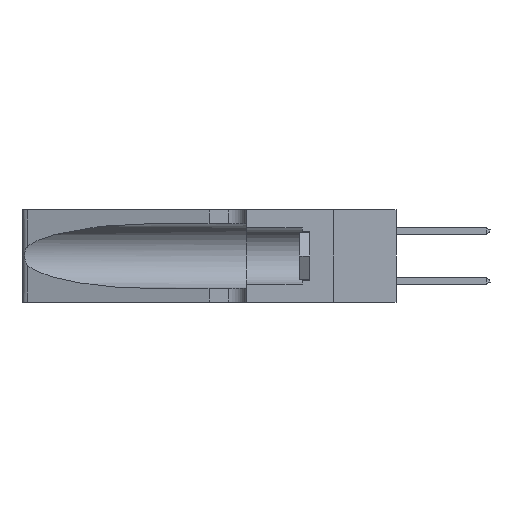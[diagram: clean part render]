
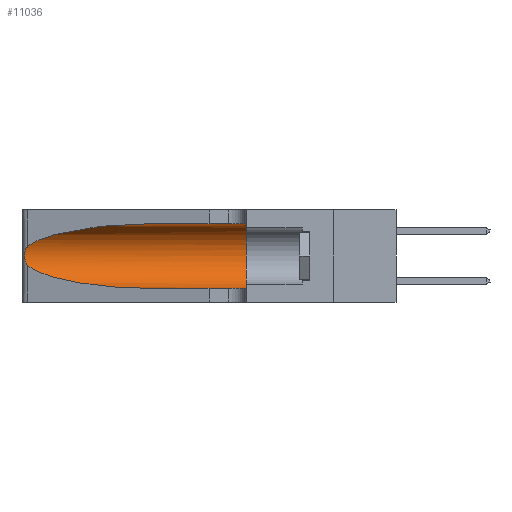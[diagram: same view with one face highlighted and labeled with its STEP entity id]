
A CAD part, left-side view. The second image highlights one B-rep face of the part: STEP entity #11036.
In plain terms, the highlighted cylindrical face has radius 3.308 mm (diameter 6.617 mm), a partial arc.
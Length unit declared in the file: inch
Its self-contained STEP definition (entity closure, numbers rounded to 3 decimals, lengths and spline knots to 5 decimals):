
#129 = EDGE_CURVE ( 'NONE', #426, #15925, #21606, .T. ) ;
#426 = VERTEX_POINT ( 'NONE', #8052 ) ;
#471 = CARTESIAN_POINT ( 'NONE',  ( 0.25854, 1.2359, 0.20912 ) ) ;
#688 = EDGE_CURVE ( 'NONE', #1996, #7738, #25232, .T. ) ;
#708 = EDGE_LOOP ( 'NONE', ( #14053, #22547, #10167, #30385, #25392, #29973 ) ) ;
#1162 = CARTESIAN_POINT ( 'NONE',  ( 0.25487, 1.22718, 0.22369 ) ) ;
#1180 = DIRECTION ( 'NONE',  ( 0., -1., 0. ) ) ;
#1433 = CARTESIAN_POINT ( 'NONE',  ( 0.25856, 1.23593, 0.16098 ) ) ;
#1996 = VERTEX_POINT ( 'NONE', #7617 ) ;
#2861 = CARTESIAN_POINT ( 'NONE',  ( 0.25787, 1.23484, 0.2124 ) ) ;
#3613 = CARTESIAN_POINT ( 'NONE',  ( 0.25487, 1.22718, 0.14631 ) ) ;
#3789 = CYLINDRICAL_SURFACE ( 'NONE', #8024, 0.13025 ) ;
#4626 = FACE_OUTER_BOUND ( 'NONE', #708, .T. ) ;
#5880 = CARTESIAN_POINT ( 'NONE',  ( 0.1305, 0.72297, 0.31525 ) ) ;
#6366 = LINE ( 'NONE', #16510, #32838 ) ;
#6581 = CARTESIAN_POINT ( 'NONE',  ( 0.18966, 0.96281, 0.31525 ) ) ;
#6691 = CARTESIAN_POINT ( 'NONE',  ( 0.1305, 0.72297, 0.31525 ) ) ;
#7370 = CARTESIAN_POINT ( 'NONE',  ( 0.25639, 1.23186, 0.15144 ) ) ;
#7564 = CARTESIAN_POINT ( 'NONE',  ( 0.25789, 1.23486, 0.15765 ) ) ;
#7617 = CARTESIAN_POINT ( 'NONE',  ( 0.25487, 1.22718, 0.14631 ) ) ;
#7738 = VERTEX_POINT ( 'NONE', #10351 ) ;
#8024 = AXIS2_PLACEMENT_3D ( 'NONE', #29158, #31727, #21673 ) ;
#8052 = CARTESIAN_POINT ( 'NONE',  ( 0.1305, 0.35, 0.31525 ) ) ;
#9271 = CARTESIAN_POINT ( 'NONE',  ( 0.2373, 1.15595, 0.28018 ) ) ;
#10167 = ORIENTED_EDGE ( 'NONE', *, *, #688, .T. ) ;
#10351 = CARTESIAN_POINT ( 'NONE',  ( 0.1305, 0.72297, 0.05475 ) ) ;
#10822 =( BOUNDED_CURVE ( )  B_SPLINE_CURVE ( 3, ( #6691, #6581, #9271, #29636 ),
 .UNSPECIFIED., .F., .F. ) 
 B_SPLINE_CURVE_WITH_KNOTS ( ( 4, 4 ),
 ( 1.5708, 2.84003 ),
 .UNSPECIFIED. ) 
 CURVE ( )  GEOMETRIC_REPRESENTATION_ITEM ( )  RATIONAL_B_SPLINE_CURVE ( ( 1., 0.87, 0.87, 1. ) ) 
 REPRESENTATION_ITEM ( '' )  );
#10823 = CARTESIAN_POINT ( 'NONE',  ( 0.1305, 0.35, 0.05475 ) ) ;
#11036 = ADVANCED_FACE ( 'NONE', ( #4626 ), #3789, .F. ) ;
#12794 = CARTESIAN_POINT ( 'NONE',  ( 0.25487, 1.22718, 0.22369 ) ) ;
#13717 = B_SPLINE_CURVE_WITH_KNOTS ( 'NONE', 3,
 ( #12794, #31762, #14998, #2861, #471, #25698, #17019, #33158, #22079, #1433, #7564, #7370, #17203, #14647 ),
 .UNSPECIFIED., .F., .F.,
 ( 4, 2, 2, 2, 2, 2, 4 ),
 ( 0., 0.00027, 0.00053, 0.00107, 0.0016, 0.00187, 0.00214 ),
 .UNSPECIFIED. ) ;
#14053 = ORIENTED_EDGE ( 'NONE', *, *, #15727, .T. ) ;
#14485 = EDGE_CURVE ( 'NONE', #29467, #426, #6366, .T. ) ;
#14607 = DIRECTION ( 'NONE',  ( 0., 1., 0. ) ) ;
#14631 = AXIS2_PLACEMENT_3D ( 'NONE', #29925, #14607, #17151 ) ;
#14647 = CARTESIAN_POINT ( 'NONE',  ( 0.25487, 1.22718, 0.14631 ) ) ;
#14998 = CARTESIAN_POINT ( 'NONE',  ( 0.25639, 1.23184, 0.21858 ) ) ;
#15727 = EDGE_CURVE ( 'NONE', #29467, #17950, #10822, .T. ) ;
#15925 = VERTEX_POINT ( 'NONE', #10823 ) ;
#16510 = CARTESIAN_POINT ( 'NONE',  ( 0.1305, 1.61858, 0.31525 ) ) ;
#17019 = CARTESIAN_POINT ( 'NONE',  ( 0.26075, 1.23896, 0.19203 ) ) ;
#17151 = DIRECTION ( 'NONE',  ( 0., 0., 1. ) ) ;
#17203 = CARTESIAN_POINT ( 'NONE',  ( 0.25555, 1.22993, 0.14849 ) ) ;
#17950 = VERTEX_POINT ( 'NONE', #1162 ) ;
#21420 = CARTESIAN_POINT ( 'NONE',  ( 0.18966, 0.96281, 0.05475 ) ) ;
#21487 = EDGE_CURVE ( 'NONE', #17950, #1996, #13717, .T. ) ;
#21606 = CIRCLE ( 'NONE', #14631, 0.13025 ) ;
#21673 = DIRECTION ( 'NONE',  ( 0., 0., -1. ) ) ;
#22079 = CARTESIAN_POINT ( 'NONE',  ( 0.26017, 1.23833, 0.17102 ) ) ;
#22547 = ORIENTED_EDGE ( 'NONE', *, *, #21487, .T. ) ;
#25232 =( BOUNDED_CURVE ( )  B_SPLINE_CURVE ( 3, ( #3613, #26675, #21420, #29026 ),
 .UNSPECIFIED., .F., .F. ) 
 B_SPLINE_CURVE_WITH_KNOTS ( ( 4, 4 ),
 ( 3.44316, 4.71239 ),
 .UNSPECIFIED. ) 
 CURVE ( )  GEOMETRIC_REPRESENTATION_ITEM ( )  RATIONAL_B_SPLINE_CURVE ( ( 1., 0.87, 0.87, 1. ) ) 
 REPRESENTATION_ITEM ( '' )  );
#25392 = ORIENTED_EDGE ( 'NONE', *, *, #129, .F. ) ;
#25698 = CARTESIAN_POINT ( 'NONE',  ( 0.26018, 1.23835, 0.19895 ) ) ;
#26675 = CARTESIAN_POINT ( 'NONE',  ( 0.2373, 1.15595, 0.08982 ) ) ;
#29026 = CARTESIAN_POINT ( 'NONE',  ( 0.1305, 0.72297, 0.05475 ) ) ;
#29158 = CARTESIAN_POINT ( 'NONE',  ( 0.1305, 1.61858, 0.185 ) ) ;
#29467 = VERTEX_POINT ( 'NONE', #5880 ) ;
#29636 = CARTESIAN_POINT ( 'NONE',  ( 0.25487, 1.22718, 0.22369 ) ) ;
#29713 = LINE ( 'NONE', #30859, #30160 ) ;
#29925 = CARTESIAN_POINT ( 'NONE',  ( 0.1305, 0.35, 0.185 ) ) ;
#29973 = ORIENTED_EDGE ( 'NONE', *, *, #14485, .F. ) ;
#30160 = VECTOR ( 'NONE', #30531, 39.37008 ) ;
#30385 = ORIENTED_EDGE ( 'NONE', *, *, #31890, .T. ) ;
#30531 = DIRECTION ( 'NONE',  ( 0., -1., 0. ) ) ;
#30859 = CARTESIAN_POINT ( 'NONE',  ( 0.1305, 1.61858, 0.05475 ) ) ;
#31727 = DIRECTION ( 'NONE',  ( 0., -1., 0. ) ) ;
#31762 = CARTESIAN_POINT ( 'NONE',  ( 0.25555, 1.22994, 0.2215 ) ) ;
#31890 = EDGE_CURVE ( 'NONE', #7738, #15925, #29713, .T. ) ;
#32838 = VECTOR ( 'NONE', #1180, 39.37008 ) ;
#33158 = CARTESIAN_POINT ( 'NONE',  ( 0.26075, 1.23896, 0.178 ) ) ;
